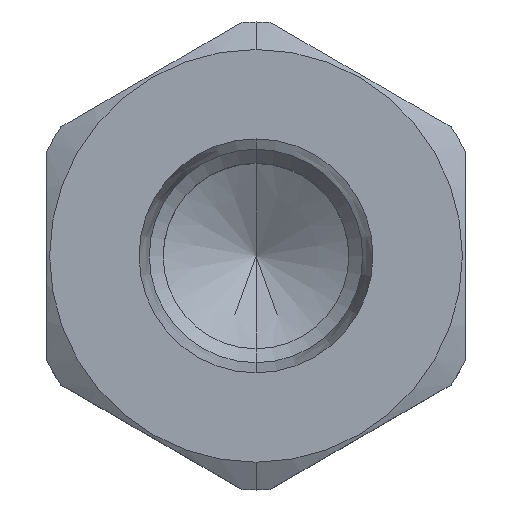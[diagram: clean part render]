
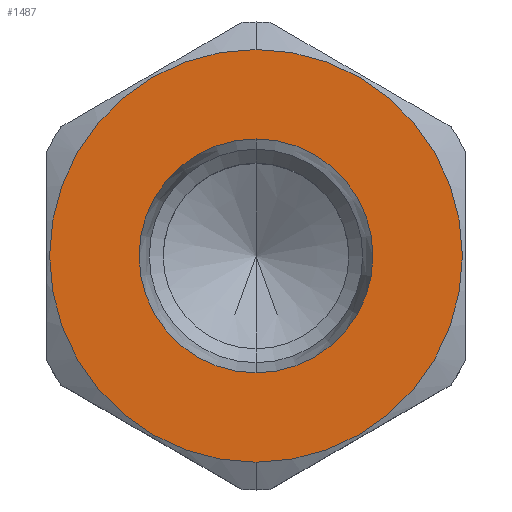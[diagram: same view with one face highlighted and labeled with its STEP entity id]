
A CAD part, top view. The second image highlights one B-rep face of the part: STEP entity #1487.
In plain terms, the highlighted planar face has unit normal (0, 0, 1).
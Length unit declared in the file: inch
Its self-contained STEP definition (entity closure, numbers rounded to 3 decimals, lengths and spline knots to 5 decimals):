
#1=CARTESIAN_POINT('',(0.,0.,0.452));
#2=DIRECTION('',(0.,0.,1.));
#3=DIRECTION('',(0.,-1.,0.));
#4=AXIS2_PLACEMENT_3D('',#1,#2,#3);
#6=CARTESIAN_POINT('',(0.,0.,0.452));
#7=DIRECTION('',(0.,0.,1.));
#8=DIRECTION('',(0.,1.,0.));
#9=AXIS2_PLACEMENT_3D('',#6,#7,#8);
#11=CARTESIAN_POINT('',(0.,0.,0.452));
#12=DIRECTION('',(0.,0.,1.));
#13=DIRECTION('',(0.,-1.,0.));
#14=AXIS2_PLACEMENT_3D('',#11,#12,#13);
#16=CARTESIAN_POINT('',(0.,0.,0.452));
#17=DIRECTION('',(0.,0.,1.));
#18=DIRECTION('',(0.,1.,0.));
#19=AXIS2_PLACEMENT_3D('',#16,#17,#18);
#1313=CARTESIAN_POINT('',(0.,-0.4315,0.452));
#1314=CARTESIAN_POINT('',(0.,0.4315,0.452));
#1315=VERTEX_POINT('',#1313);
#1316=VERTEX_POINT('',#1314);
#1379=CARTESIAN_POINT('',(0.,-0.2445,0.452));
#1380=CARTESIAN_POINT('',(0.,0.2445,0.452));
#1381=VERTEX_POINT('',#1379);
#1382=VERTEX_POINT('',#1380);
#1471=CARTESIAN_POINT('',(0.,0.,0.452));
#1472=DIRECTION('',(0.,0.,1.));
#1473=DIRECTION('',(0.,1.,0.));
#1474=AXIS2_PLACEMENT_3D('',#1471,#1472,#1473);
#1475=PLANE('',#1474);
#1476=ORIENTED_EDGE('',*,*,#1448,.F.);
#1478=ORIENTED_EDGE('',*,*,#1477,.F.);
#1479=EDGE_LOOP('',(#1476,#1478));
#1480=FACE_OUTER_BOUND('',#1479,.F.);
#1482=ORIENTED_EDGE('',*,*,#1481,.T.);
#1484=ORIENTED_EDGE('',*,*,#1483,.T.);
#1485=EDGE_LOOP('',(#1482,#1484));
#1486=FACE_BOUND('',#1485,.F.);
#1487=ADVANCED_FACE('',(#1480,#1486),#1475,.T.);
#5=CIRCLE('',#4,0.4315);
#10=CIRCLE('',#9,0.4315);
#15=CIRCLE('',#14,0.2445);
#20=CIRCLE('',#19,0.2445);
#1448=EDGE_CURVE('',#1315,#1316,#5,.T.);
#1477=EDGE_CURVE('',#1316,#1315,#10,.T.);
#1481=EDGE_CURVE('',#1381,#1382,#15,.T.);
#1483=EDGE_CURVE('',#1382,#1381,#20,.T.);
